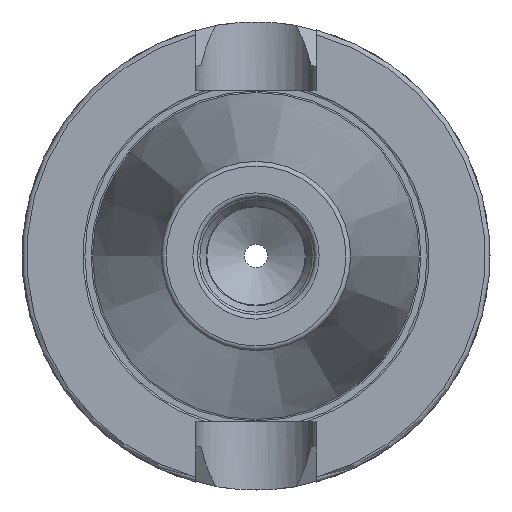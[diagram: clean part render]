
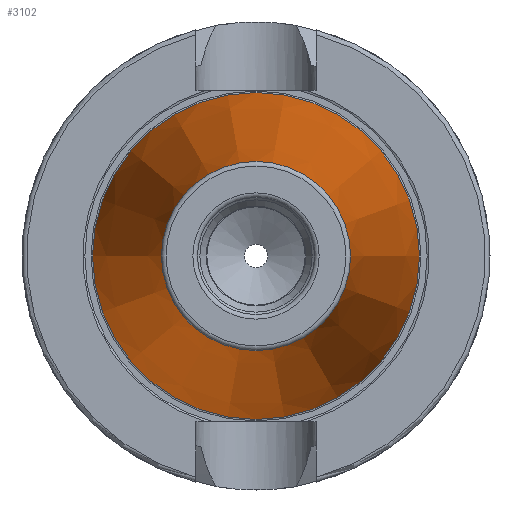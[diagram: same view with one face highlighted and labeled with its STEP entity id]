
A CAD part, left-side view. The second image highlights one B-rep face of the part: STEP entity #3102.
In plain terms, the highlighted conical face has half-angle 8.297 degrees and reference radius 27.564 mm.
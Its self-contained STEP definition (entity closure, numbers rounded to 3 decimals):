
#3068=CARTESIAN_POINT('',(-100.944,20.204,0.0));
#3069=VERTEX_POINT('',#3068);
#3070=CARTESIAN_POINT('',(-100.944,0.0,0.0));
#3071=DIRECTION('',(1.0,0.0,0.0));
#3072=DIRECTION('',(0.0,1.0,0.0));
#3073=AXIS2_PLACEMENT_3D('',#3070,#3071,#3072);
#3074=CIRCLE('',#3073,20.204);
#3075=EDGE_CURVE('',#3069,#3069,#3074,.T.);
#3083=CARTESIAN_POINT('',(-50.472,0.0,0.0));
#3084=DIRECTION('',(1.0,0.0,0.0));
#3085=DIRECTION('',(0.0,1.0,0.0));
#3086=AXIS2_PLACEMENT_3D('',#3083,#3084,#3085);
#3087=CONICAL_SURFACE('',#3086,27.564,8.297);
#3088=CARTESIAN_POINT('',(0.,34.925,0.0));
#3089=VERTEX_POINT('',#3088);
#3090=CARTESIAN_POINT('',(0.,0.0,0.0));
#3091=DIRECTION('',(1.0,0.0,0.0));
#3092=DIRECTION('',(0.0,1.0,0.0));
#3093=AXIS2_PLACEMENT_3D('',#3090,#3091,#3092);
#3094=CIRCLE('',#3093,34.925);
#3095=EDGE_CURVE('',#3089,#3089,#3094,.T.);
#3096=ORIENTED_EDGE('',*,*,#3095,.F.);
#3097=EDGE_LOOP('',(#3096));
#3098=FACE_OUTER_BOUND('',#3097,.T.);
#3099=ORIENTED_EDGE('',*,*,#3075,.T.);
#3100=EDGE_LOOP('',(#3099));
#3101=FACE_BOUND('',#3100,.T.);
#3102=ADVANCED_FACE('',(#3098,#3101),#3087,.T.);
